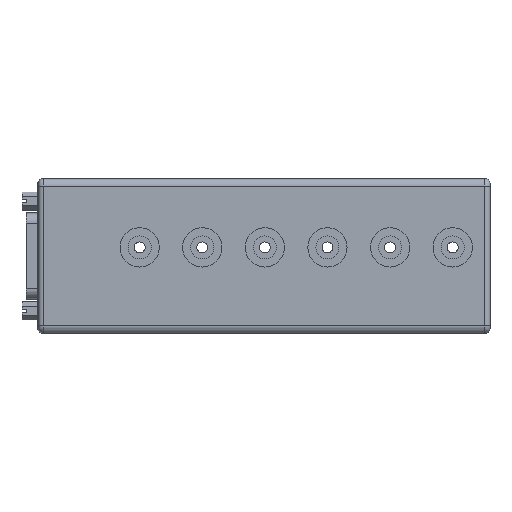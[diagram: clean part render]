
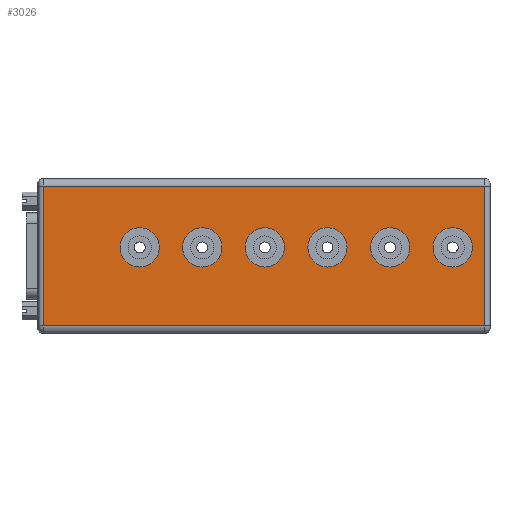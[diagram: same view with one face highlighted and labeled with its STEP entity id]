
A CAD part, front view. The second image highlights one B-rep face of the part: STEP entity #3026.
In plain terms, the highlighted planar face has unit normal (0, -1, 0).
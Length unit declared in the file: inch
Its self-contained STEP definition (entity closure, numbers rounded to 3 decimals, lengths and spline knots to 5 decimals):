
#21 = DIRECTION ( 'NONE',  ( 0., 0., 1. ) ) ;
#78 = CARTESIAN_POINT ( 'NONE',  ( 4.957, 0., -0.822 ) ) ;
#148 = CIRCLE ( 'NONE', #3834, 0.2345 ) ;
#169 = DIRECTION ( 'NONE',  ( 0., 0., 1. ) ) ;
#295 = DIRECTION ( 'NONE',  ( 0., 0., 1. ) ) ;
#379 = ORIENTED_EDGE ( 'NONE', *, *, #7972, .F. ) ;
#530 = ORIENTED_EDGE ( 'NONE', *, *, #1808, .F. ) ;
#643 = FACE_BOUND ( 'NONE', #1098, .T. ) ;
#645 = ORIENTED_EDGE ( 'NONE', *, *, #7649, .F. ) ;
#799 = CIRCLE ( 'NONE', #6106, 0.2345 ) ;
#825 = DIRECTION ( 'NONE',  ( 0., 0., 1. ) ) ;
#875 = FACE_BOUND ( 'NONE', #8608, .T. ) ;
#897 = AXIS2_PLACEMENT_3D ( 'NONE', #6130, #1790, #6853 ) ;
#910 = VERTEX_POINT ( 'NONE', #8999 ) ;
#944 = EDGE_CURVE ( 'NONE', #4666, #4820, #799, .T. ) ;
#1054 = CARTESIAN_POINT ( 'NONE',  ( 1.217, 0., -0.5875 ) ) ;
#1055 = VERTEX_POINT ( 'NONE', #1295 ) ;
#1061 = CARTESIAN_POINT ( 'NONE',  ( 5.3405, 0., -1.76 ) ) ;
#1065 = EDGE_CURVE ( 'NONE', #4992, #5522, #2844, .T. ) ;
#1098 = EDGE_LOOP ( 'NONE', ( #6060, #379 ) ) ;
#1295 = CARTESIAN_POINT ( 'NONE',  ( 4.209, 0., -0.5875 ) ) ;
#1533 = DIRECTION ( 'NONE',  ( 0., -1., 0. ) ) ;
#1636 = CARTESIAN_POINT ( 'NONE',  ( 5.403, 0., -1.76 ) ) ;
#1660 = CARTESIAN_POINT ( 'NONE',  ( 4.957, 0., -1.0565 ) ) ;
#1702 = CIRCLE ( 'NONE', #3743, 0.2345 ) ;
#1782 = CARTESIAN_POINT ( 'NONE',  ( 3.461, 0., -0.5875 ) ) ;
#1785 = VERTEX_POINT ( 'NONE', #8156 ) ;
#1790 = DIRECTION ( 'NONE',  ( 0., -1., 0. ) ) ;
#1808 = EDGE_CURVE ( 'NONE', #4820, #4666, #5385, .T. ) ;
#1831 = VERTEX_POINT ( 'NONE', #1660 ) ;
#1865 = EDGE_CURVE ( 'NONE', #8728, #2337, #6633, .T. ) ;
#1895 = CIRCLE ( 'NONE', #3034, 0.2345 ) ;
#2186 = VECTOR ( 'NONE', #295, 39.37008 ) ;
#2337 = VERTEX_POINT ( 'NONE', #5822 ) ;
#2344 = PLANE ( 'NONE',  #5828 ) ;
#2361 = CIRCLE ( 'NONE', #5519, 0.2345 ) ;
#2377 = VECTOR ( 'NONE', #5239, 39.37008 ) ;
#2378 = CARTESIAN_POINT ( 'NONE',  ( 4.957, 0., -0.5875 ) ) ;
#2420 = LINE ( 'NONE', #4659, #2186 ) ;
#2444 = DIRECTION ( 'NONE',  ( 0., -1., 0. ) ) ;
#2576 = FACE_BOUND ( 'NONE', #5317, .T. ) ;
#2623 = ORIENTED_EDGE ( 'NONE', *, *, #1065, .F. ) ;
#2792 = DIRECTION ( 'NONE',  ( 0., -1., 0. ) ) ;
#2793 = VECTOR ( 'NONE', #6056, 39.37008 ) ;
#2814 = ORIENTED_EDGE ( 'NONE', *, *, #6172, .F. ) ;
#2826 = ORIENTED_EDGE ( 'NONE', *, *, #7986, .F. ) ;
#2844 = CIRCLE ( 'NONE', #4961, 0.2345 ) ;
#2977 = DIRECTION ( 'NONE',  ( 0., -1., 0. ) ) ;
#3026 = ADVANCED_FACE ( 'NONE', ( #4507, #8347, #875, #2576, #643, #8127, #6197 ), #2344, .F. ) ;
#3034 = AXIS2_PLACEMENT_3D ( 'NONE', #4220, #9265, #4937 ) ;
#3098 = CARTESIAN_POINT ( 'NONE',  ( 3.461, 0., -0.822 ) ) ;
#3154 = CARTESIAN_POINT ( 'NONE',  ( 1.217, 0., -1.0565 ) ) ;
#3157 = CARTESIAN_POINT ( 'NONE',  ( 2.713, 0., -0.822 ) ) ;
#3233 = AXIS2_PLACEMENT_3D ( 'NONE', #3098, #8162, #3829 ) ;
#3359 = ORIENTED_EDGE ( 'NONE', *, *, #8433, .F. ) ;
#3602 = AXIS2_PLACEMENT_3D ( 'NONE', #8710, #4391, #21 ) ;
#3702 = LINE ( 'NONE', #1636, #9234 ) ;
#3743 = AXIS2_PLACEMENT_3D ( 'NONE', #8332, #4014, #9055 ) ;
#3829 = DIRECTION ( 'NONE',  ( 0., 0., 1. ) ) ;
#3834 = AXIS2_PLACEMENT_3D ( 'NONE', #7307, #2977, #8031 ) ;
#3891 = DIRECTION ( 'NONE',  ( 0., 0., 1. ) ) ;
#4014 = DIRECTION ( 'NONE',  ( 0., -1., 0. ) ) ;
#4061 = CARTESIAN_POINT ( 'NONE',  ( 2.713, 0., -0.822 ) ) ;
#4096 = ORIENTED_EDGE ( 'NONE', *, *, #944, .F. ) ;
#4157 = AXIS2_PLACEMENT_3D ( 'NONE', #78, #5164, #825 ) ;
#4169 = CIRCLE ( 'NONE', #897, 0.2345 ) ;
#4179 = EDGE_CURVE ( 'NONE', #1785, #8685, #7119, .T. ) ;
#4220 = CARTESIAN_POINT ( 'NONE',  ( 4.957, 0., -0.822 ) ) ;
#4272 = AXIS2_PLACEMENT_3D ( 'NONE', #6783, #2444, #7512 ) ;
#4301 = CARTESIAN_POINT ( 'NONE',  ( 3.461, 0., -1.0565 ) ) ;
#4391 = DIRECTION ( 'NONE',  ( 0., -1., 0. ) ) ;
#4502 = CARTESIAN_POINT ( 'NONE',  ( 5.403, 0., -0.09 ) ) ;
#4507 = FACE_OUTER_BOUND ( 'NONE', #7176, .T. ) ;
#4511 = CIRCLE ( 'NONE', #3602, 0.2345 ) ;
#4532 = DIRECTION ( 'NONE',  ( 0., 1., 0. ) ) ;
#4659 = CARTESIAN_POINT ( 'NONE',  ( 5.3405, 0., -0.09 ) ) ;
#4666 = VERTEX_POINT ( 'NONE', #9183 ) ;
#4776 = ORIENTED_EDGE ( 'NONE', *, *, #6318, .F. ) ;
#4787 = ORIENTED_EDGE ( 'NONE', *, *, #4983, .F. ) ;
#4796 = DIRECTION ( 'NONE',  ( 0., 0., 1. ) ) ;
#4820 = VERTEX_POINT ( 'NONE', #5771 ) ;
#4937 = DIRECTION ( 'NONE',  ( 0., 0., 1. ) ) ;
#4961 = AXIS2_PLACEMENT_3D ( 'NONE', #7120, #2792, #5976 ) ;
#4983 = EDGE_CURVE ( 'NONE', #910, #1055, #4169, .T. ) ;
#4992 = VERTEX_POINT ( 'NONE', #1054 ) ;
#5058 = ORIENTED_EDGE ( 'NONE', *, *, #4179, .F. ) ;
#5164 = DIRECTION ( 'NONE',  ( 0., -1., 0. ) ) ;
#5205 = ORIENTED_EDGE ( 'NONE', *, *, #8648, .T. ) ;
#5239 = DIRECTION ( 'NONE',  ( -1., 0., 0. ) ) ;
#5292 = VERTEX_POINT ( 'NONE', #4301 ) ;
#5317 = EDGE_LOOP ( 'NONE', ( #4096, #530 ) ) ;
#5366 = VERTEX_POINT ( 'NONE', #8758 ) ;
#5385 = CIRCLE ( 'NONE', #8596, 0.2345 ) ;
#5433 = CARTESIAN_POINT ( 'NONE',  ( 1.965, 0., -1.0565 ) ) ;
#5519 = AXIS2_PLACEMENT_3D ( 'NONE', #5874, #1533, #6603 ) ;
#5522 = VERTEX_POINT ( 'NONE', #3154 ) ;
#5605 = CIRCLE ( 'NONE', #3233, 0.2345 ) ;
#5746 = EDGE_CURVE ( 'NONE', #5366, #8728, #8147, .T. ) ;
#5771 = CARTESIAN_POINT ( 'NONE',  ( 2.713, 0., -1.0565 ) ) ;
#5822 = CARTESIAN_POINT ( 'NONE',  ( 0.0625, 0., -1.76 ) ) ;
#5828 = AXIS2_PLACEMENT_3D ( 'NONE', #8843, #4532, #169 ) ;
#5874 = CARTESIAN_POINT ( 'NONE',  ( 1.965, 0., -0.822 ) ) ;
#5965 = DIRECTION ( 'NONE',  ( -1., 0., 0. ) ) ;
#5976 = DIRECTION ( 'NONE',  ( 0., 0., 1. ) ) ;
#6033 = EDGE_LOOP ( 'NONE', ( #2623, #6926 ) ) ;
#6056 = DIRECTION ( 'NONE',  ( 0., 0., -1. ) ) ;
#6060 = ORIENTED_EDGE ( 'NONE', *, *, #7620, .F. ) ;
#6106 = AXIS2_PLACEMENT_3D ( 'NONE', #4061, #9100, #4796 ) ;
#6130 = CARTESIAN_POINT ( 'NONE',  ( 4.209, 0., -0.822 ) ) ;
#6172 = EDGE_CURVE ( 'NONE', #1831, #7324, #1895, .T. ) ;
#6197 = FACE_BOUND ( 'NONE', #9393, .T. ) ;
#6295 = EDGE_LOOP ( 'NONE', ( #4776, #4787 ) ) ;
#6318 = EDGE_CURVE ( 'NONE', #1055, #910, #148, .T. ) ;
#6603 = DIRECTION ( 'NONE',  ( 0., 0., 1. ) ) ;
#6633 = LINE ( 'NONE', #8243, #2793 ) ;
#6783 = CARTESIAN_POINT ( 'NONE',  ( 1.965, 0., -0.822 ) ) ;
#6853 = DIRECTION ( 'NONE',  ( 0., 0., 1. ) ) ;
#6926 = ORIENTED_EDGE ( 'NONE', *, *, #9221, .F. ) ;
#7119 = CIRCLE ( 'NONE', #4272, 0.2345 ) ;
#7120 = CARTESIAN_POINT ( 'NONE',  ( 1.217, 0., -0.822 ) ) ;
#7176 = EDGE_LOOP ( 'NONE', ( #2826, #5205, #9158, #7641 ) ) ;
#7307 = CARTESIAN_POINT ( 'NONE',  ( 4.209, 0., -0.822 ) ) ;
#7324 = VERTEX_POINT ( 'NONE', #2378 ) ;
#7512 = DIRECTION ( 'NONE',  ( 0., 0., 1. ) ) ;
#7620 = EDGE_CURVE ( 'NONE', #9228, #5292, #4511, .T. ) ;
#7641 = ORIENTED_EDGE ( 'NONE', *, *, #1865, .T. ) ;
#7649 = EDGE_CURVE ( 'NONE', #8685, #1785, #2361, .T. ) ;
#7658 = CARTESIAN_POINT ( 'NONE',  ( 0.0625, 0., -0.09 ) ) ;
#7972 = EDGE_CURVE ( 'NONE', #5292, #9228, #5605, .T. ) ;
#7986 = EDGE_CURVE ( 'NONE', #8695, #2337, #3702, .T. ) ;
#8031 = DIRECTION ( 'NONE',  ( 0., 0., 1. ) ) ;
#8090 = CIRCLE ( 'NONE', #4157, 0.2345 ) ;
#8127 = FACE_BOUND ( 'NONE', #6295, .T. ) ;
#8147 = LINE ( 'NONE', #4502, #2377 ) ;
#8156 = CARTESIAN_POINT ( 'NONE',  ( 1.965, 0., -0.5875 ) ) ;
#8162 = DIRECTION ( 'NONE',  ( 0., -1., 0. ) ) ;
#8215 = DIRECTION ( 'NONE',  ( 0., -1., 0. ) ) ;
#8243 = CARTESIAN_POINT ( 'NONE',  ( 0.0625, 0., -0.09 ) ) ;
#8332 = CARTESIAN_POINT ( 'NONE',  ( 1.217, 0., -0.822 ) ) ;
#8347 = FACE_BOUND ( 'NONE', #6033, .T. ) ;
#8433 = EDGE_CURVE ( 'NONE', #7324, #1831, #8090, .T. ) ;
#8596 = AXIS2_PLACEMENT_3D ( 'NONE', #3157, #8215, #3891 ) ;
#8608 = EDGE_LOOP ( 'NONE', ( #5058, #645 ) ) ;
#8648 = EDGE_CURVE ( 'NONE', #8695, #5366, #2420, .T. ) ;
#8685 = VERTEX_POINT ( 'NONE', #5433 ) ;
#8695 = VERTEX_POINT ( 'NONE', #1061 ) ;
#8710 = CARTESIAN_POINT ( 'NONE',  ( 3.461, 0., -0.822 ) ) ;
#8728 = VERTEX_POINT ( 'NONE', #7658 ) ;
#8758 = CARTESIAN_POINT ( 'NONE',  ( 5.3405, 0., -0.09 ) ) ;
#8843 = CARTESIAN_POINT ( 'NONE',  ( 5.403, 0., -0.09 ) ) ;
#8999 = CARTESIAN_POINT ( 'NONE',  ( 4.209, 0., -1.0565 ) ) ;
#9055 = DIRECTION ( 'NONE',  ( 0., 0., 1. ) ) ;
#9100 = DIRECTION ( 'NONE',  ( 0., -1., 0. ) ) ;
#9158 = ORIENTED_EDGE ( 'NONE', *, *, #5746, .T. ) ;
#9183 = CARTESIAN_POINT ( 'NONE',  ( 2.713, 0., -0.5875 ) ) ;
#9221 = EDGE_CURVE ( 'NONE', #5522, #4992, #1702, .T. ) ;
#9228 = VERTEX_POINT ( 'NONE', #1782 ) ;
#9234 = VECTOR ( 'NONE', #5965, 39.37008 ) ;
#9265 = DIRECTION ( 'NONE',  ( 0., -1., 0. ) ) ;
#9393 = EDGE_LOOP ( 'NONE', ( #3359, #2814 ) ) ;
